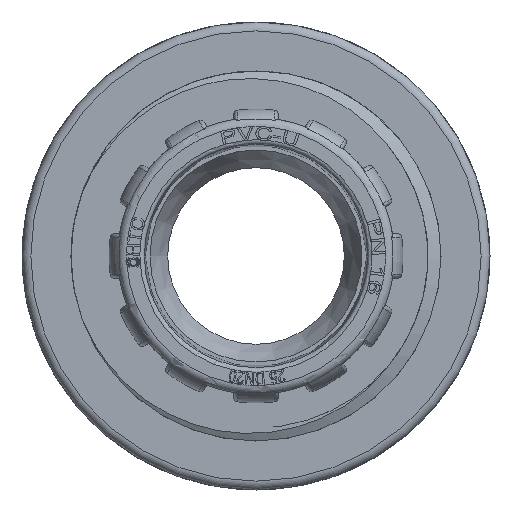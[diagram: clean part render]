
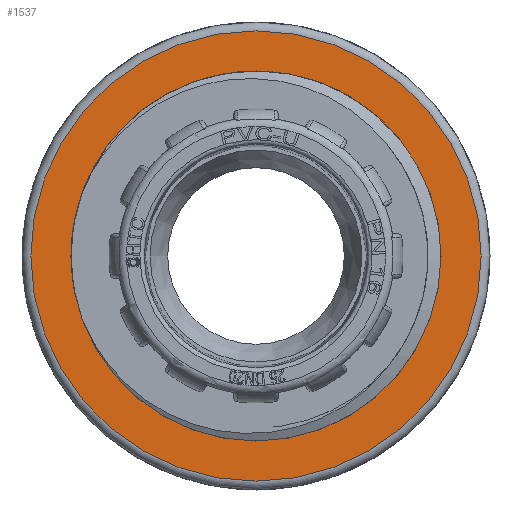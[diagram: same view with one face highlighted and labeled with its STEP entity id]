
A CAD part, front view. The second image highlights one B-rep face of the part: STEP entity #1537.
In plain terms, the highlighted planar face has unit normal (0, -1, 0).
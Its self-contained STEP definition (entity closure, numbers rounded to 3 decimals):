
#1537=ADVANCED_FACE('',(#3971,#3972),#2252,.T.);
#2252=PLANE('',#15656);
#3971=FACE_BOUND('',#4284,.T.);
#3972=FACE_BOUND('',#4285,.T.);
#4284=EDGE_LOOP('',(#6581));
#4285=EDGE_LOOP('',(#6582));
#5168=CIRCLE('',#15653,20.955);
#5169=CIRCLE('',#15655,25.5);
#6581=ORIENTED_EDGE('',*,*,#12044,.T.);
#6582=ORIENTED_EDGE('',*,*,#12043,.T.);
#10381=VERTEX_POINT('',#28951);
#10382=VERTEX_POINT('',#29498);
#12043=EDGE_CURVE('',#10381,#10381,#5168,.T.);
#12044=EDGE_CURVE('',#10382,#10382,#5169,.T.);
#15653=AXIS2_PLACEMENT_3D('',#28950,#17160,#17161);
#15655=AXIS2_PLACEMENT_3D('',#29497,#17164,#17165);
#15656=AXIS2_PLACEMENT_3D('',#29499,#17166,#17167);
#17160=DIRECTION('',(0.,1.,0.));
#17161=DIRECTION('',(-1.,0.,0.));
#17164=DIRECTION('',(0.,-1.,0.));
#17165=DIRECTION('',(-1.,0.,0.));
#17166=DIRECTION('',(0.,-1.,0.));
#17167=DIRECTION('',(-1.,0.,0.));
#28950=CARTESIAN_POINT('',(365.421,100.875,0.));
#28951=CARTESIAN_POINT('',(344.466,100.875,0.));
#29497=CARTESIAN_POINT('',(365.421,100.875,0.));
#29498=CARTESIAN_POINT('',(339.921,100.875,0.));
#29499=CARTESIAN_POINT('',(365.421,100.875,0.));
